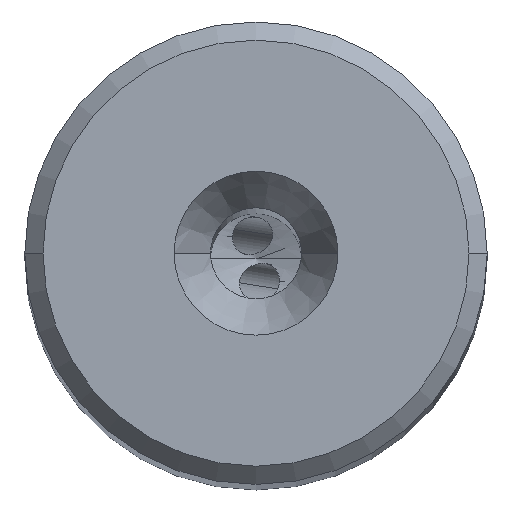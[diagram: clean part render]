
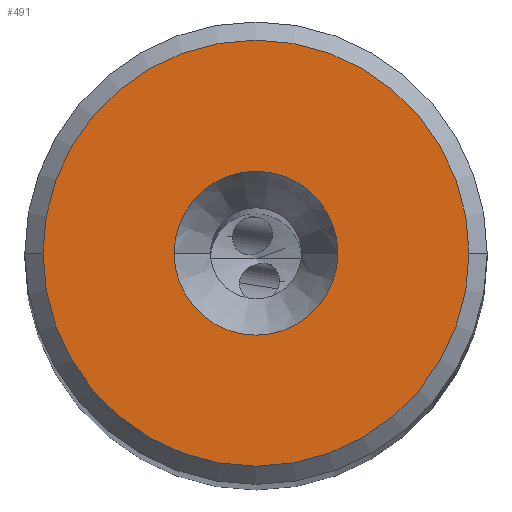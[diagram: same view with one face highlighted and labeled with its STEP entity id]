
A CAD part, top view. The second image highlights one B-rep face of the part: STEP entity #491.
In plain terms, the highlighted planar face has unit normal (0, 0, 1).
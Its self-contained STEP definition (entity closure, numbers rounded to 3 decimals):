
#491=ADVANCED_FACE('',(#639,#640),#619,.T.);
#619=PLANE('',#4164);
#639=FACE_BOUND('',#755,.T.);
#640=FACE_BOUND('',#756,.T.);
#755=EDGE_LOOP('',(#2047,#2048));
#756=EDGE_LOOP('',(#2049,#2050));
#1254=CIRCLE('',#4159,4.5);
#1255=CIRCLE('',#4161,11.7);
#1256=CIRCLE('',#4162,11.7);
#1257=CIRCLE('',#4163,4.5);
#2047=ORIENTED_EDGE('',*,*,#3314,.F.);
#2048=ORIENTED_EDGE('',*,*,#3315,.F.);
#2049=ORIENTED_EDGE('',*,*,#3316,.F.);
#2050=ORIENTED_EDGE('',*,*,#3313,.F.);
#2805=VERTEX_POINT('',#8904);
#2806=VERTEX_POINT('',#8906);
#2807=VERTEX_POINT('',#8910);
#2808=VERTEX_POINT('',#8911);
#3313=EDGE_CURVE('',#2806,#2805,#1254,.T.);
#3314=EDGE_CURVE('',#2807,#2808,#1255,.T.);
#3315=EDGE_CURVE('',#2808,#2807,#1256,.T.);
#3316=EDGE_CURVE('',#2805,#2806,#1257,.T.);
#4159=AXIS2_PLACEMENT_3D('',#8907,#4890,#4891);
#4161=AXIS2_PLACEMENT_3D('',#8909,#4894,#4895);
#4162=AXIS2_PLACEMENT_3D('',#8912,#4896,#4897);
#4163=AXIS2_PLACEMENT_3D('',#8913,#4898,#4899);
#4164=AXIS2_PLACEMENT_3D('',#8914,#4900,#4901);
#4890=DIRECTION('',(0.,0.,1.));
#4891=DIRECTION('',(1.,0.,0.));
#4894=DIRECTION('',(0.,0.,-1.));
#4895=DIRECTION('',(-1.,0.,0.));
#4896=DIRECTION('',(0.,0.,-1.));
#4897=DIRECTION('',(1.,0.,0.));
#4898=DIRECTION('',(0.,0.,1.));
#4899=DIRECTION('',(-1.,0.,0.));
#4900=DIRECTION('',(0.,0.,1.));
#4901=DIRECTION('',(1.,0.,0.));
#8904=CARTESIAN_POINT('',(-4.5,0.,0.));
#8906=CARTESIAN_POINT('',(4.5,0.,0.));
#8907=CARTESIAN_POINT('',(0.,0.,0.));
#8909=CARTESIAN_POINT('',(0.,0.,0.));
#8910=CARTESIAN_POINT('',(-11.7,0.,0.));
#8911=CARTESIAN_POINT('',(11.7,0.,0.));
#8912=CARTESIAN_POINT('',(0.,0.,0.));
#8913=CARTESIAN_POINT('',(0.,0.,0.));
#8914=CARTESIAN_POINT('',(0.,0.,0.));
